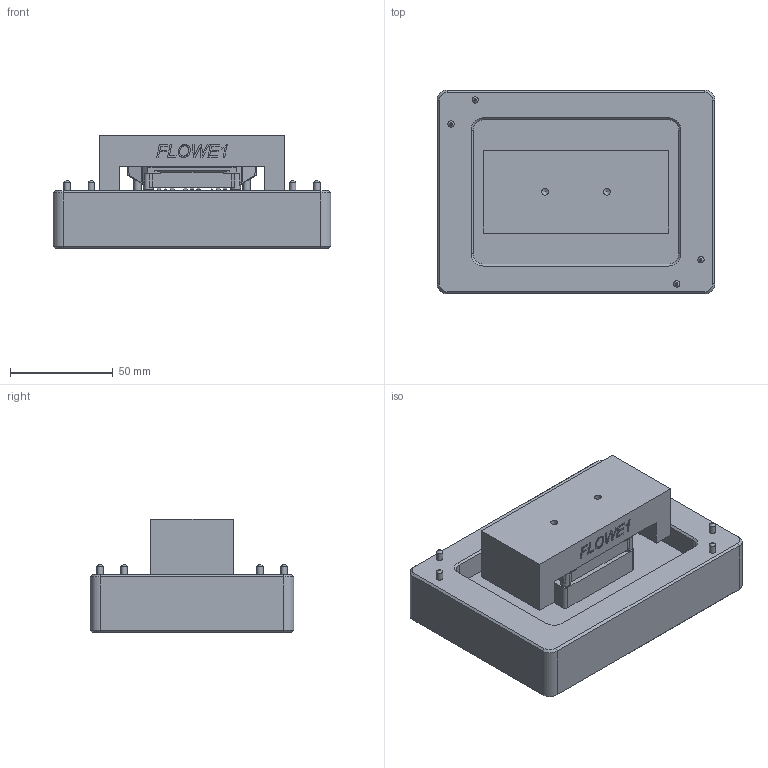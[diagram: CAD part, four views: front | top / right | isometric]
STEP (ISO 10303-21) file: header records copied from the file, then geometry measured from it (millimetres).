
FILE_DESCRIPTION(/* description */ ('Unknown'),/* implementation_level */ '2;1');
FILE_NAME(/* name */ 'Bottom_example',/* time_stamp */ '2018-07-19T09:29:41+02:00',/* author */ ('Unknown'),/* organization */ ('Unknown'),/* preprocessor_version */ 'ST-DEVELOPER v16.7',/* originating_system */ 'DEX',/* authorisation */ $);
FILE_SCHEMA (('AUTOMOTIVE_DESIGN {1 0 10303 214 3 1 1}'));
Products named in the file (6): L310; poz_csap; poz_csap_nyak; FlowE1-4T12T-L310-OL; flowE1-12U-TIM
Assembly tree (9 placements, depth 2):
  L310
    L310
    poz_csap  x2
    poz_csap_nyak  x4
    FlowE1-4T12T-L310-OL
    flowE1-12U-TIM
Bounding box: 135 x 99 x 54.9 mm (x, y, z)
Volume: 385606 mm3; surface area: 70678.4 mm2
Topology: 9 solids, 9 shells, 2866 faces, 6905 edges, 4284 vertices
Faces by surface type: plane 1456, cylinder 797, cone 442, bspline 125, torus 28, sphere 18
Full cylindrical faces by diameter (mm): 0.6 x98, 3 x12, 3.242 x4, 3.5 x2, 4.3 x2, 5 x2, 6.05 x2, 7 x1
Entity records: 102828 total; most frequent: CARTESIAN_POINT 17306, DIRECTION 14030, ORIENTED_EDGE 13384, EDGE_CURVE 6692, AXIS2_PLACEMENT_3D 4943, VERTEX_POINT 4252, LINE 4144, VECTOR 4144
